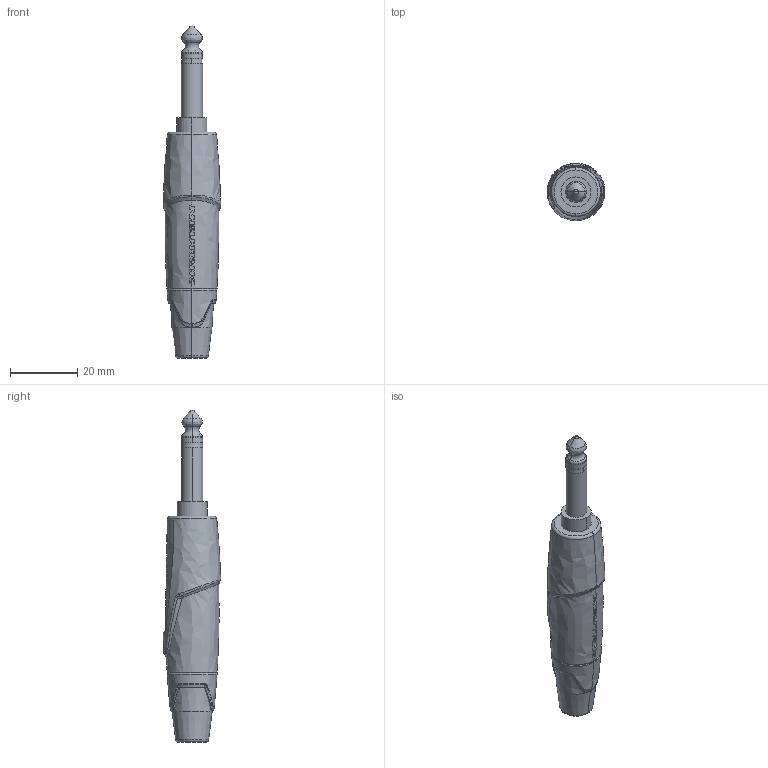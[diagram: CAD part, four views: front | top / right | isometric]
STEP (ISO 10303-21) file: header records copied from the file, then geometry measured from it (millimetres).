
FILE_DESCRIPTION((''),'2;1');
FILE_NAME('30010098','2022-11-15T08:51:16',('SYSTEM'),(''),'CREO PARAMETRIC BY PTC INC, 2021184','CREO PARAMETRIC BY PTC INC, 2021184','');
FILE_SCHEMA(('CONFIG_CONTROL_DESIGN'));
Length unit declared in the file: millimetre
Products named in the file (1): 30010098
Bounding box: 17.09 x 17.05 x 98.56 mm (x, y, z)
Volume: 12682.3 mm3; surface area: 4045.2 mm2
Topology: 1 solids, 1 shells, 372 faces, 1002 edges, 632 vertices
Faces by surface type: bspline 156, plane 126, extrusion 50, torus 16, cylinder 12, cone 10, sphere 2
Entity records: 18921 total; most frequent: CARTESIAN_POINT 11359, ORIENTED_EDGE 1992, EDGE_CURVE 996, DIRECTION 870, B_SPLINE_CURVE_WITH_KNOTS 698, VERTEX_POINT 632, EDGE_LOOP 378, FACE_OUTER_BOUND 372
